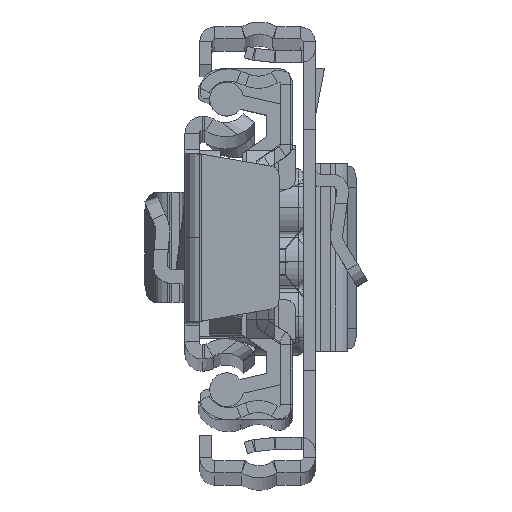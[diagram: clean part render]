
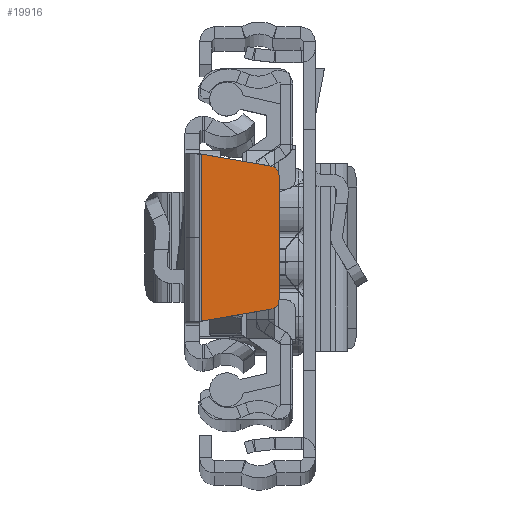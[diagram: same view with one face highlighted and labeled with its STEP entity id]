
A CAD part, top view. The second image highlights one B-rep face of the part: STEP entity #19916.
In plain terms, the highlighted planar face has unit normal (0, 0, 1).
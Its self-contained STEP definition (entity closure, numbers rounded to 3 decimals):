
#332 = AXIS2_PLACEMENT_3D ( 'NONE', #2649, #2983, #14634 ) ;
#354 = LINE ( 'NONE', #12110, #5354 ) ;
#611 = AXIS2_PLACEMENT_3D ( 'NONE', #7622, #2461, #7302 ) ;
#755 = LINE ( 'NONE', #7468, #17848 ) ;
#850 = ORIENTED_EDGE ( 'NONE', *, *, #7985, .T. ) ;
#1119 = ORIENTED_EDGE ( 'NONE', *, *, #10186, .T. ) ;
#1862 = VERTEX_POINT ( 'NONE', #12054 ) ;
#2295 = VERTEX_POINT ( 'NONE', #6174 ) ;
#2461 = DIRECTION ( 'NONE',  ( 0., 0., -1. ) ) ;
#2649 = CARTESIAN_POINT ( 'NONE',  ( 8.4, -6.156, 0. ) ) ;
#2983 = DIRECTION ( 'NONE',  ( 0., 0., 1. ) ) ;
#3540 = VERTEX_POINT ( 'NONE', #8844 ) ;
#4595 = ORIENTED_EDGE ( 'NONE', *, *, #5716, .T. ) ;
#4597 = LINE ( 'NONE', #7994, #20858 ) ;
#4925 = DIRECTION ( 'NONE',  ( 0., -1., 0. ) ) ;
#5354 = VECTOR ( 'NONE', #18933, 1000. ) ;
#5426 = DIRECTION ( 'NONE',  ( 0., 0., 1. ) ) ;
#5541 = DIRECTION ( 'NONE',  ( 0.986, 0.168, 0. ) ) ;
#5716 = EDGE_CURVE ( 'NONE', #1862, #3540, #755, .T. ) ;
#6174 = CARTESIAN_POINT ( 'NONE',  ( 8.568, -7.142, 0. ) ) ;
#6414 = EDGE_LOOP ( 'NONE', ( #11842, #850, #20793, #1119, #11480, #4595 ) ) ;
#7302 = DIRECTION ( 'NONE',  ( 1., 0., 0. ) ) ;
#7468 = CARTESIAN_POINT ( 'NONE',  ( 1.5, 8.35, 0. ) ) ;
#7622 = CARTESIAN_POINT ( 'NONE',  ( 8.4, 6.156, 0. ) ) ;
#7841 = AXIS2_PLACEMENT_3D ( 'NONE', #12112, #5426, #13662 ) ;
#7985 = EDGE_CURVE ( 'NONE', #19518, #2295, #13666, .T. ) ;
#7994 = CARTESIAN_POINT ( 'NONE',  ( 1.6, -8.333, 0. ) ) ;
#8844 = CARTESIAN_POINT ( 'NONE',  ( 1.6, 8.333, 0. ) ) ;
#8897 = DIRECTION ( 'NONE',  ( -0.986, 0.168, 0. ) ) ;
#10186 = EDGE_CURVE ( 'NONE', #18643, #19752, #354, .T. ) ;
#10808 = PLANE ( 'NONE',  #611 ) ;
#11480 = ORIENTED_EDGE ( 'NONE', *, *, #16049, .T. ) ;
#11842 = ORIENTED_EDGE ( 'NONE', *, *, #17121, .T. ) ;
#12054 = CARTESIAN_POINT ( 'NONE',  ( 8.568, 7.142, 0. ) ) ;
#12110 = CARTESIAN_POINT ( 'NONE',  ( 9.4, 6.156, 0. ) ) ;
#12112 = CARTESIAN_POINT ( 'NONE',  ( 8.4, 6.156, 0. ) ) ;
#12675 = FACE_OUTER_BOUND ( 'NONE', #6414, .T. ) ;
#13355 = CARTESIAN_POINT ( 'NONE',  ( 9.4, -6.156, 0. ) ) ;
#13662 = DIRECTION ( 'NONE',  ( 1., 0., 0. ) ) ;
#13666 = LINE ( 'NONE', #20248, #20059 ) ;
#14177 = EDGE_CURVE ( 'NONE', #2295, #18643, #19290, .T. ) ;
#14634 = DIRECTION ( 'NONE',  ( 1., 0., 0. ) ) ;
#15869 = CARTESIAN_POINT ( 'NONE',  ( 1.6, -8.333, 0. ) ) ;
#16049 = EDGE_CURVE ( 'NONE', #19752, #1862, #20128, .T. ) ;
#16362 = CARTESIAN_POINT ( 'NONE',  ( 9.4, 6.156, 0. ) ) ;
#17121 = EDGE_CURVE ( 'NONE', #3540, #19518, #4597, .T. ) ;
#17848 = VECTOR ( 'NONE', #8897, 1000. ) ;
#18643 = VERTEX_POINT ( 'NONE', #13355 ) ;
#18933 = DIRECTION ( 'NONE',  ( 0., 1., 0. ) ) ;
#19290 = CIRCLE ( 'NONE', #332, 1. ) ;
#19518 = VERTEX_POINT ( 'NONE', #15869 ) ;
#19752 = VERTEX_POINT ( 'NONE', #16362 ) ;
#19916 = ADVANCED_FACE ( 'NONE', ( #12675 ), #10808, .F. ) ;
#20059 = VECTOR ( 'NONE', #5541, 1000. ) ;
#20128 = CIRCLE ( 'NONE', #7841, 1. ) ;
#20248 = CARTESIAN_POINT ( 'NONE',  ( 8.568, -7.142, 0. ) ) ;
#20793 = ORIENTED_EDGE ( 'NONE', *, *, #14177, .T. ) ;
#20858 = VECTOR ( 'NONE', #4925, 1000. ) ;
